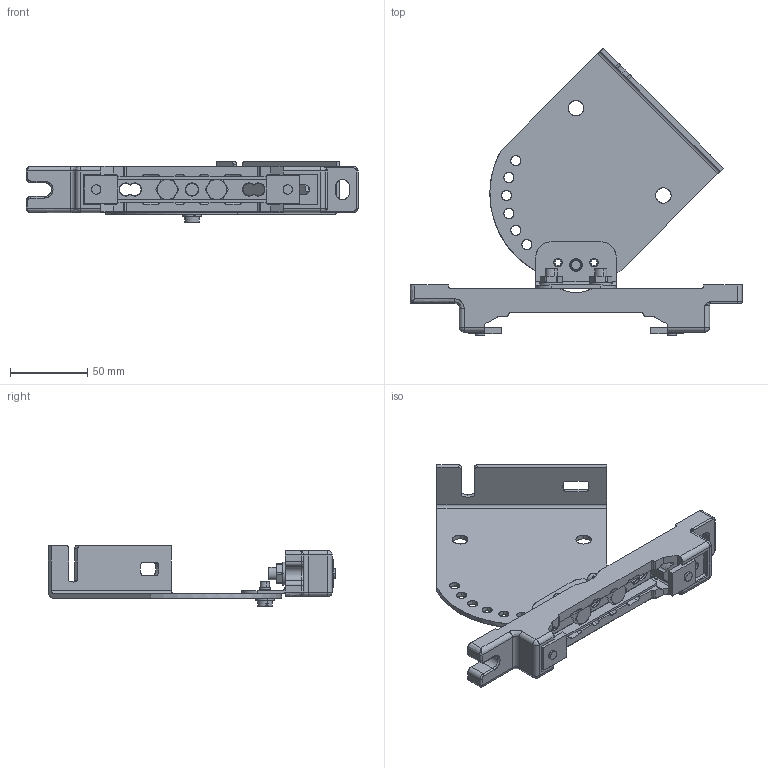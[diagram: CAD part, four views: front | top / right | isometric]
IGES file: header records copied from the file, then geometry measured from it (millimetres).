
Start section: SolidWorks IGES file using analytic representation for surfaces
Global section: file name: 222827_ceiling_and_wall_mounting_bracket.IGS; native system: SolidWorks 2015; preprocessor: SolidWorks 2015; author: voigtma; date: 160802.112607; units: millimetre
Bounding box: 215 x 186.46 x 39.2 mm (x, y, z)
Surface area: 75150.6 mm2 (no closed solid volume)
Topology: 0 solids, 0 shells, 614 faces, 8682 edges, 8659 vertices
Faces by surface type: revolution 338, bspline 276
